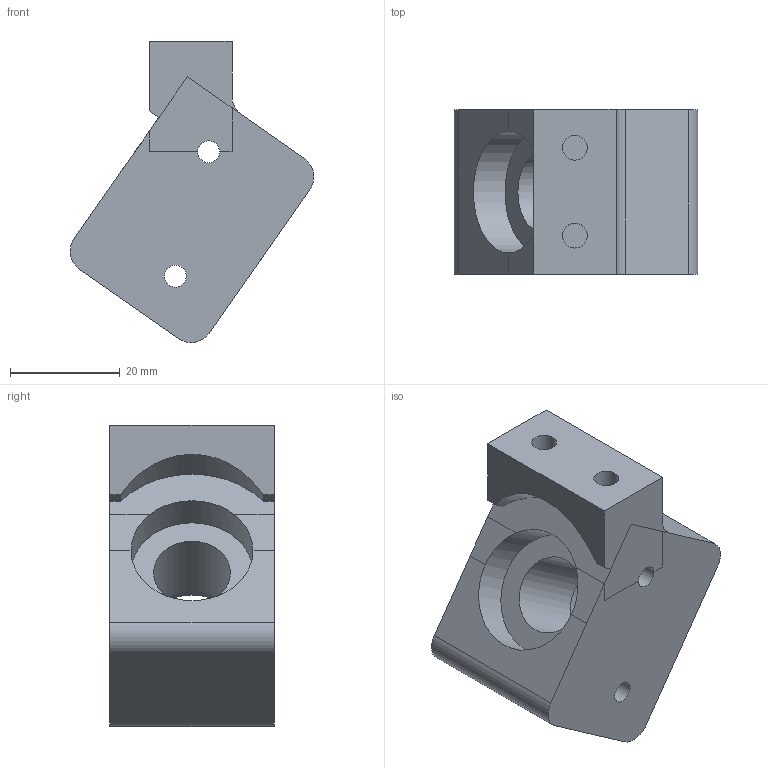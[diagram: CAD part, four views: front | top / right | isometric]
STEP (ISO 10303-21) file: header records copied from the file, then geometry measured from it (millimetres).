
FILE_DESCRIPTION(('FreeCAD Model'),'2;1');
FILE_NAME('FrontForkSpacer.step','2020-11-18T09:06:57',('Author'),(''), 'Open CASCADE STEP processor 7.3','FreeCAD','Unknown');
FILE_SCHEMA(('AUTOMOTIVE_DESIGN { 1 0 10303 214 1 1 1 1 }'));
Length unit declared in the file: millimetre
Products named in the file (1): FrontForkSpacerV4
Bounding box: 44.35 x 30 x 54.8 mm (x, y, z)
Volume: 30903.9 mm3; surface area: 9770.1 mm2
Topology: 1 solids, 1 shells, 34 faces, 93 edges, 62 vertices
Faces by surface type: plane 22, cylinder 12
Full cylindrical faces by diameter (mm): 4 x2, 4.5 x2, 14 x1, 22.2 x2
Entity records: 2373 total; most frequent: CARTESIAN_POINT 456, DIRECTION 368, LINE 214, VECTOR 214, ORIENTED_EDGE 186, PCURVE 186, DEFINITIONAL_REPRESENTATION 186, EDGE_CURVE 93
